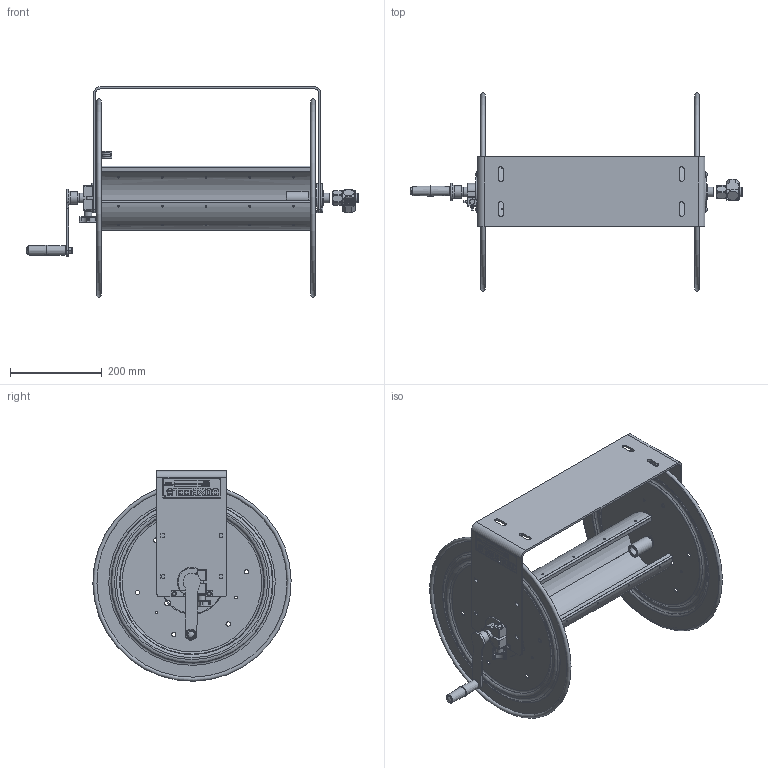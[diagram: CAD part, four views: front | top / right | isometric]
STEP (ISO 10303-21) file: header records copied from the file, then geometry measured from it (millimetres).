
FILE_DESCRIPTION(/* description */ (''),/* implementation_level */ '2;1');
FILE_NAME(/* name */ '117-4-350_SHARED.stp',/* time_stamp */ '2020-04-02T11:01:47-07:00',/* author */ ('NMelton'),/* organization */ (''),/* preprocessor_version */ 'ST-DEVELOPER v17',/* originating_system */ 'Autodesk Inventor 2019',/* authorisation */ '');
FILE_SCHEMA (('AUTOMOTIVE_DESIGN { 1 0 10303 214 3 1 1 }'));
Products named in the file (1): 117-4-350_SHARED
Bounding box: 722.9 x 431.76 x 458.32 mm (x, y, z)
Surface area: 1351257.9 mm2 (no closed solid volume)
Topology: 0 solids, 69 shells, 1250 faces, 5898 edges, 4503 vertices
Faces by surface type: plane 614, bspline 316, cylinder 187, torus 70, cone 36, sphere 27
Full cylindrical faces by diameter (mm): 1.321 x2, 2.54 x1, 3.048 x1, 4.826 x1, 5.563 x6, 6.604 x1, 7.798 x1, 8.839 x4, 9.271 x1, 9.525 x12, 10.414 x1, 12.192 x1, 12.7 x7, 15.799 x1, 15.875 x2, 19.304 x1, 20.574 x3, 20.625 x1, 21.336 x2, 21.844 x1, 22.53 x1, 23.749 x2, 27.051 x1, 28.575 x1, 33.02 x2, 33.401 x1
Entity records: 66222 total; most frequent: CARTESIAN_POINT 22534, ORIENTED_EDGE 8444, DIRECTION 6756, EDGE_CURVE 5875, VERTEX_POINT 4503, LINE 3466, VECTOR 3466, B_SPLINE_CURVE_WITH_KNOTS 1648
